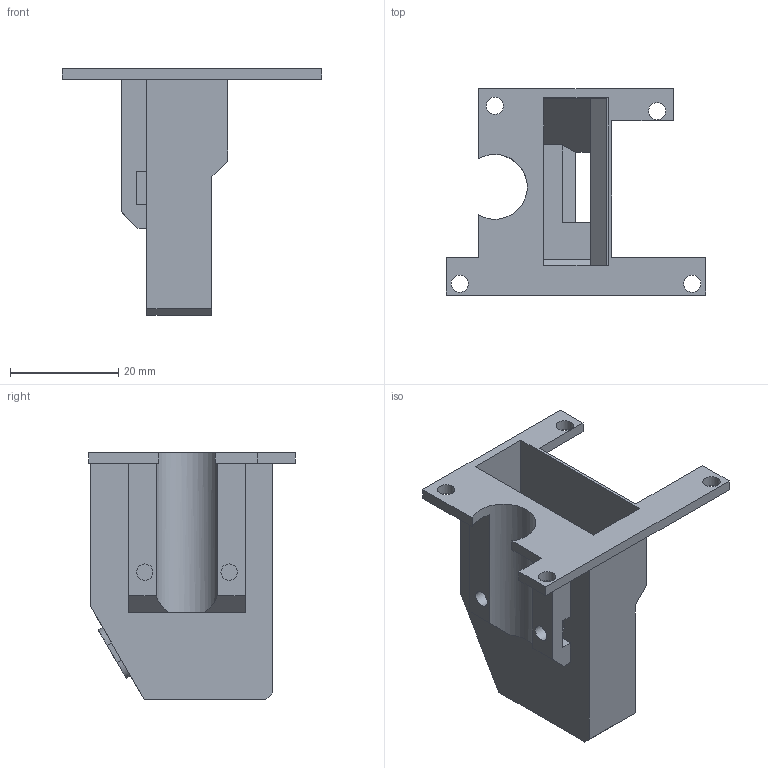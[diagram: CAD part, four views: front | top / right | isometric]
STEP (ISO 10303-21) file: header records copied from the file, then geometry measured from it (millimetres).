
FILE_DESCRIPTION(/* description */ (''),/* implementation_level */ '2;1');
FILE_NAME(/* name */ 'cooling_tube_dyze.stp',/* time_stamp */ '2016-11-06T11:06:28+01:00',/* author */ (''),/* organization */ (''),/* preprocessor_version */ 'ST-DEVELOPER v16.5',/* originating_system */ 'Autodesk Translation Framework v5.2.0.2031',/* authorisation */ '');
FILE_SCHEMA (('AUTOMOTIVE_DESIGN { 1 0 10303 214 3 1 1 }'));
Length unit declared in the file: centimetre
Products named in the file (1): dyze_end_fantube
Bounding box: 47.99 x 38.11 x 45.63 mm (x, y, z)
Volume: 7418.5 mm3; surface area: 10289.6 mm2
Topology: 1 solids, 1 shells, 92 faces, 277 edges, 186 vertices
Faces by surface type: plane 75, cylinder 9, bspline 8
Full cylindrical faces by diameter (mm): 3 x4, 3.2 x4
Entity records: 3337 total; most frequent: CARTESIAN_POINT 884, ORIENTED_EDGE 526, DIRECTION 439, EDGE_CURVE 263, LINE 225, VECTOR 225, VERTEX_POINT 180, EDGE_LOOP 119
